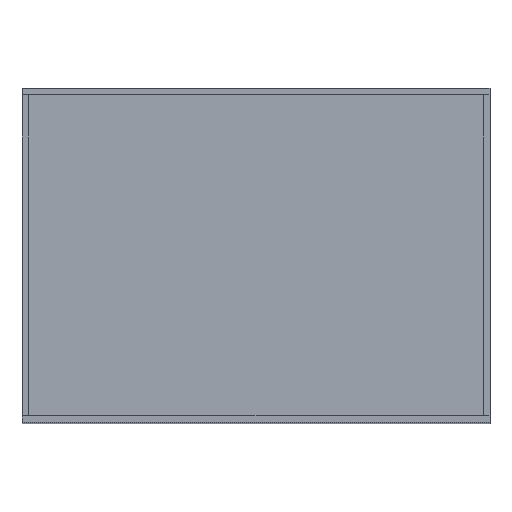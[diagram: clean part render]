
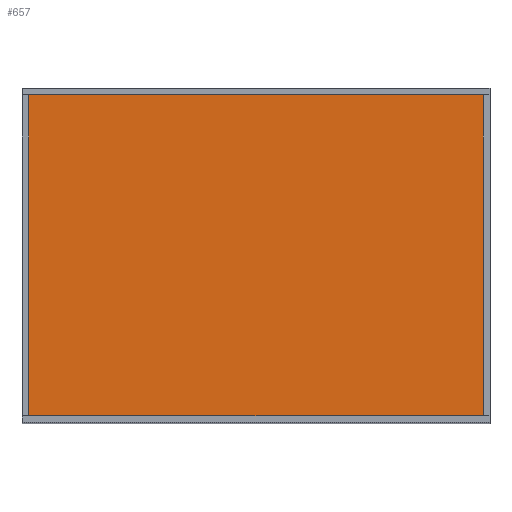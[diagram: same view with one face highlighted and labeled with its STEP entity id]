
A CAD part, top view. The second image highlights one B-rep face of the part: STEP entity #657.
In plain terms, the highlighted planar face has unit normal (0, 0, 1).
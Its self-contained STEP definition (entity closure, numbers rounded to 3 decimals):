
#67=FACE_OUTER_BOUND('',#105,.T.);
#105=EDGE_LOOP('',(#499,#500,#501,#502));
#153=LINE('',#1034,#237);
#156=LINE('',#1040,#240);
#159=LINE('',#1046,#243);
#162=LINE('',#1050,#246);
#237=VECTOR('',#849,10.);
#240=VECTOR('',#854,10.);
#243=VECTOR('',#859,10.);
#246=VECTOR('',#864,10.);
#313=VERTEX_POINT('',#1031);
#314=VERTEX_POINT('',#1033);
#316=VERTEX_POINT('',#1039);
#318=VERTEX_POINT('',#1045);
#377=EDGE_CURVE('',#314,#313,#153,.T.);
#380=EDGE_CURVE('',#316,#314,#156,.T.);
#383=EDGE_CURVE('',#318,#316,#159,.T.);
#386=EDGE_CURVE('',#313,#318,#162,.T.);
#499=ORIENTED_EDGE('',*,*,#386,.T.);
#500=ORIENTED_EDGE('',*,*,#383,.T.);
#501=ORIENTED_EDGE('',*,*,#380,.T.);
#502=ORIENTED_EDGE('',*,*,#377,.T.);
#619=PLANE('',#760);
#657=ADVANCED_FACE('',(#67),#619,.T.);
#760=AXIS2_PLACEMENT_3D('',#1051,#865,#866);
#849=DIRECTION('',(0.,-1.,0.));
#854=DIRECTION('',(-1.,0.,0.));
#859=DIRECTION('',(0.,1.,0.));
#864=DIRECTION('',(1.,0.,0.));
#865=DIRECTION('center_axis',(0.,0.,1.));
#866=DIRECTION('ref_axis',(1.,0.,0.));
#1031=CARTESIAN_POINT('',(10.,1.653,3.));
#1033=CARTESIAN_POINT('',(10.,145.653,3.));
#1034=CARTESIAN_POINT('',(10.,1.653,3.));
#1039=CARTESIAN_POINT('',(214.,145.653,3.));
#1040=CARTESIAN_POINT('',(10.,145.653,3.));
#1045=CARTESIAN_POINT('',(214.,1.653,3.));
#1046=CARTESIAN_POINT('',(214.,145.653,3.));
#1050=CARTESIAN_POINT('',(214.,1.653,3.));
#1051=CARTESIAN_POINT('Origin',(112.,73.653,3.));
